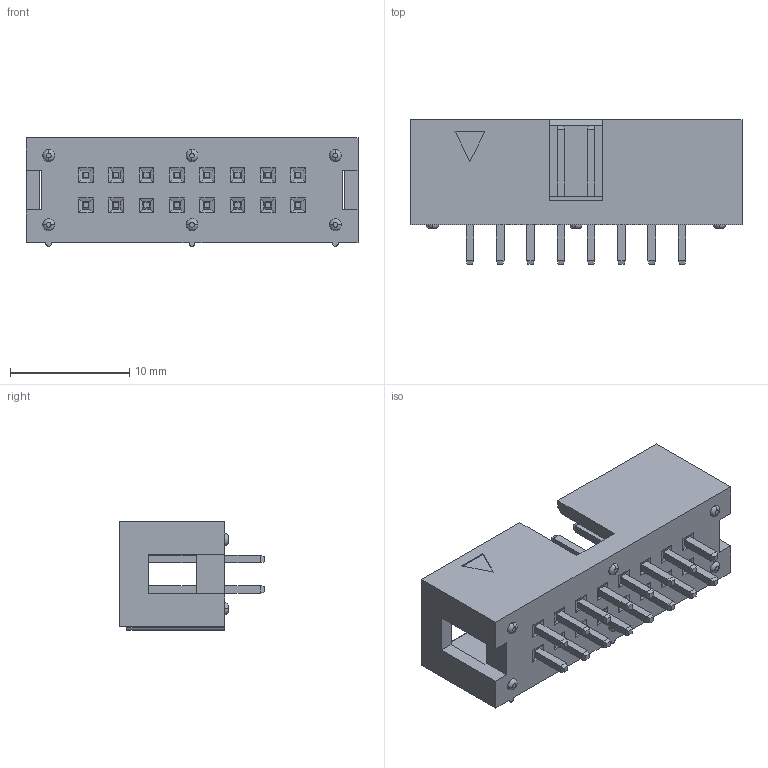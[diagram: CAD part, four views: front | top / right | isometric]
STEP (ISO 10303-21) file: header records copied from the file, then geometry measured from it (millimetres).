
FILE_DESCRIPTION (( 'STEP AP203' ), '1' );
FILE_NAME ('11091, SBH11-_BPC-D08-ST-_ _.STEP', '2015-09-01T07:30:31', ( 'LUANN HERRING' ), ( 'SULLINS' ), 'SwSTEP 2.0', 'SolidWorks 2015', '' );
FILE_SCHEMA (( 'CONFIG_CONTROL_DESIGN' ));
Length unit declared in the file: millimetre
Products named in the file (2): 11091, SBH11-_BPC-D08-ST-_ _
Bounding box: 27.82 x 12.1 x 9.1 mm (x, y, z)
Volume: 1057.1 mm3; surface area: 1847.2 mm2
Topology: 1 solids, 1 shells, 415 faces, 938 edges, 560 vertices
Faces by surface type: plane 400, torus 12, cylinder 3
Entity records: 11289 total; most frequent: CARTESIAN_POINT 1915, ORIENTED_EDGE 1876, DIRECTION 1814, EDGE_CURVE 938, LINE 896, VECTOR 896, VERTEX_POINT 560, AXIS2_PLACEMENT_3D 459
